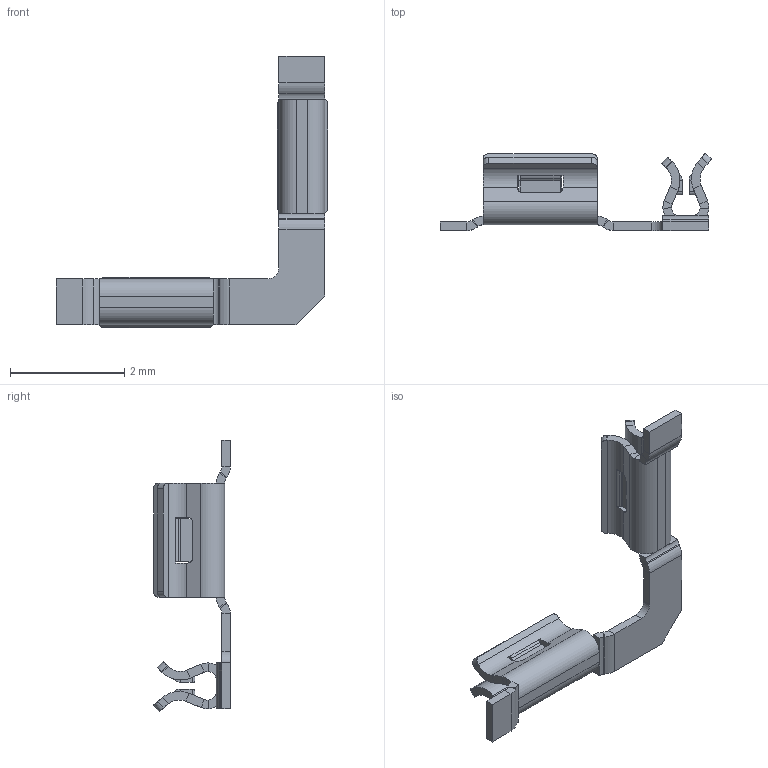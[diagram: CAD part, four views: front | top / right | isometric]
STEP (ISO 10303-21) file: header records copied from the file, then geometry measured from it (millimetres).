
FILE_DESCRIPTION((''),'2;1');
FILE_NAME('S0981-46','2013-08-02T',('sbennett'),(''),'PRO/ENGINEER BY PARAMETRIC TECHNOLOGY CORPORATION, 2013150','PRO/ENGINEER BY PARAMETRIC TECHNOLOGY CORPORATION, 2013150','');
FILE_SCHEMA(('CONFIG_CONTROL_DESIGN'));
Length unit declared in the file: millimetre
Products named in the file (1): S0981-46
Bounding box: 4.75 x 1.35 x 4.75 mm (x, y, z)
Volume: 2.2 mm3; surface area: 36.2 mm2
Topology: 1 solids, 1 shells, 274 faces, 632 edges, 352 vertices
Faces by surface type: plane 201, cylinder 65, bspline 8
Entity records: 9731 total; most frequent: CARTESIAN_POINT 1626, DIRECTION 1294, ORIENTED_EDGE 1264, PRESENTATION_STYLE_ASSIGNMENT 633, STYLED_ITEM 633, CURVE_STYLE 632, EDGE_CURVE 632, VECTOR 454
